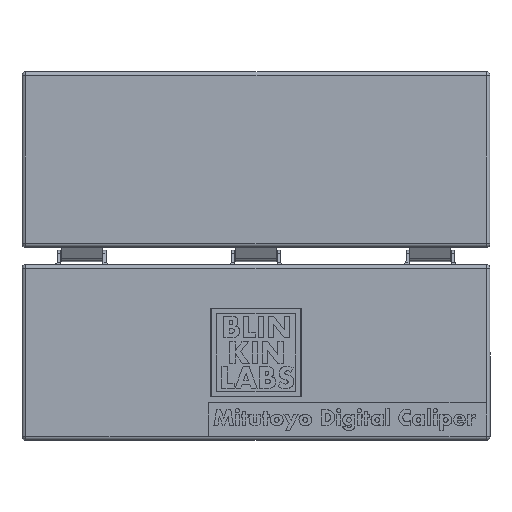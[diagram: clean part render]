
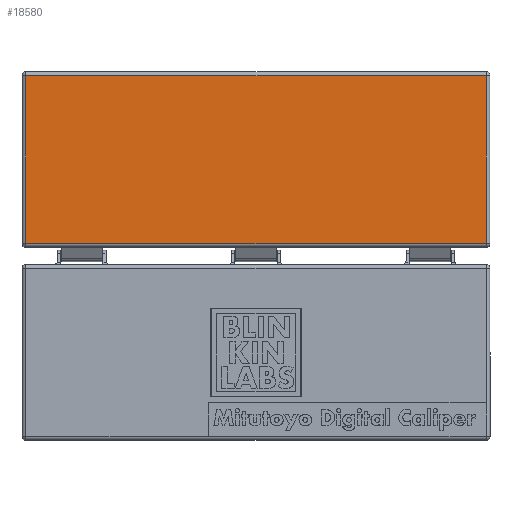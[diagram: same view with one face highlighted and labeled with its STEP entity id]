
A CAD part, front view. The second image highlights one B-rep face of the part: STEP entity #18580.
In plain terms, the highlighted face is planar.
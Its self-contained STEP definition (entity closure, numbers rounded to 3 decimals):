
#2748=FACE_OUTER_BOUND('',#3833,.T.);
#3833=EDGE_LOOP('',(#17057,#17058,#17059,#17060));
#5495=LINE('',#35590,#7152);
#5496=LINE('',#35595,#7153);
#5497=LINE('',#35602,#7154);
#5499=LINE('',#35609,#7156);
#7152=VECTOR('',#22884,10.);
#7153=VECTOR('',#22891,10.);
#7154=VECTOR('',#22902,10.);
#7156=VECTOR('',#22912,10.);
#8930=VERTEX_POINT('',#35583);
#8933=VERTEX_POINT('',#35588);
#8934=VERTEX_POINT('',#35592);
#8935=VERTEX_POINT('',#35599);
#11639=EDGE_CURVE('',#8933,#8930,#5495,.T.);
#11642=EDGE_CURVE('',#8930,#8934,#5496,.T.);
#11646=EDGE_CURVE('',#8934,#8935,#5497,.T.);
#11650=EDGE_CURVE('',#8935,#8933,#5499,.T.);
#17057=ORIENTED_EDGE('',*,*,#11639,.F.);
#17058=ORIENTED_EDGE('',*,*,#11650,.F.);
#17059=ORIENTED_EDGE('',*,*,#11646,.F.);
#17060=ORIENTED_EDGE('',*,*,#11642,.F.);
#17570=PLANE('',#19498);
#18580=ADVANCED_FACE('',(#2748),#17570,.T.);
#19498=AXIS2_PLACEMENT_3D('',#35615,#22922,#22923);
#22884=DIRECTION('',(1.,0.,0.));
#22891=DIRECTION('',(0.,0.,1.));
#22902=DIRECTION('',(-1.,0.,0.));
#22912=DIRECTION('',(0.,0.,-1.));
#22922=DIRECTION('center_axis',(0.,1.,0.));
#22923=DIRECTION('ref_axis',(0.,0.,1.));
#35583=CARTESIAN_POINT('',(118.9,13.6,-43.4));
#35588=CARTESIAN_POINT('',(-118.9,13.6,-43.4));
#35590=CARTESIAN_POINT('',(60.45,13.6,-43.4));
#35592=CARTESIAN_POINT('',(118.9,13.6,43.4));
#35595=CARTESIAN_POINT('',(118.9,13.6,22.7));
#35599=CARTESIAN_POINT('',(-118.9,13.6,43.4));
#35602=CARTESIAN_POINT('',(-60.45,13.6,43.4));
#35609=CARTESIAN_POINT('',(-118.9,13.6,-22.7));
#35615=CARTESIAN_POINT('Origin',(0.,13.6,0.));
